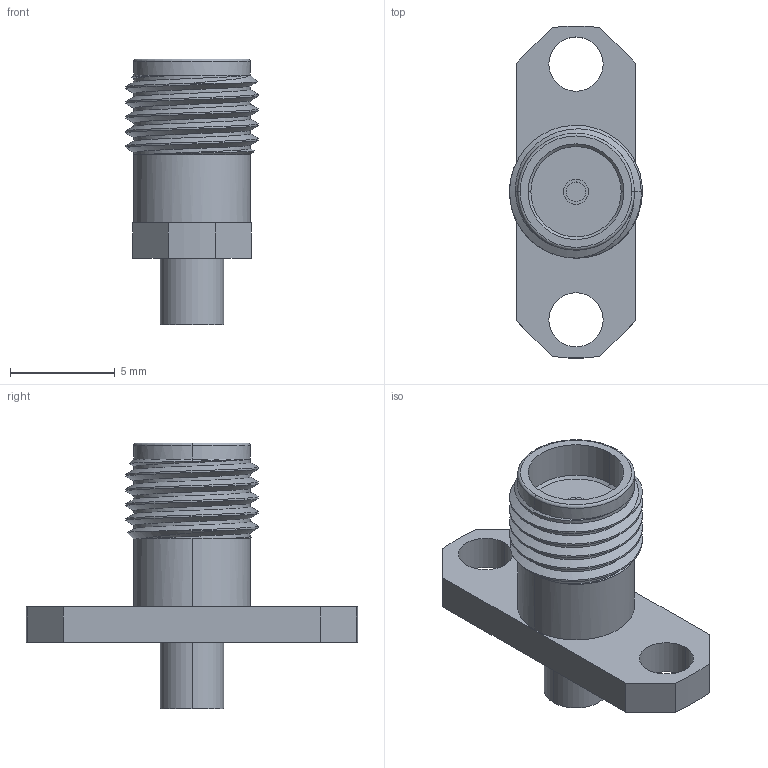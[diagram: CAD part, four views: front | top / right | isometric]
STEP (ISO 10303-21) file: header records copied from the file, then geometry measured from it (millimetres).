
FILE_DESCRIPTION (( 'STEP AP214' ), '1' );
FILE_NAME ('FMCN1591.step', '2021-07-12T18:06:11', ( '' ), ( '' ), 'SwSTEP 2.0', 'SolidWorks 2020', '' );
FILE_SCHEMA (( 'AUTOMOTIVE_DESIGN' ));
Length unit declared in the file: inch
Products named in the file (1): FMCN1591
Bounding box: 6.35 x 15.86 x 12.7 mm (x, y, z)
Volume: 302.4 mm3; surface area: 513.3 mm2
Topology: 1 solids, 1 shells, 65 faces, 152 edges, 97 vertices
Faces by surface type: cylinder 34, plane 16, cone 10, bspline 3, torus 2
Entity records: 3087 total; most frequent: CARTESIAN_POINT 1489, ORIENTED_EDGE 304, DIRECTION 295, EDGE_CURVE 152, AXIS2_PLACEMENT_3D 118, VERTEX_POINT 97, EDGE_LOOP 77, FACE_OUTER_BOUND 65
